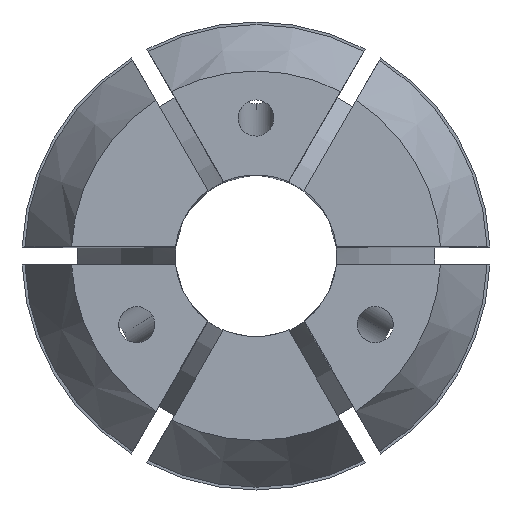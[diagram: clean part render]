
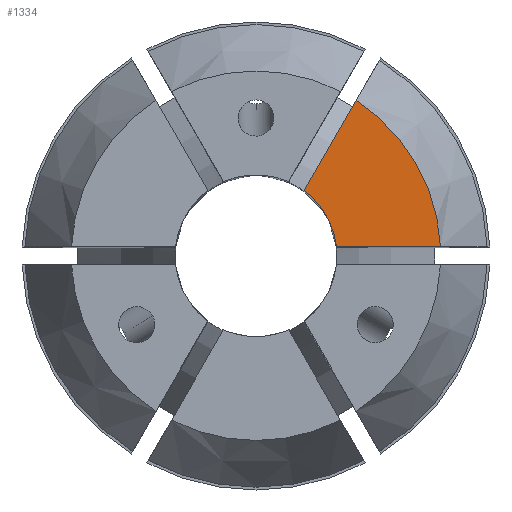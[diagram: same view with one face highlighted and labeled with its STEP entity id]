
A CAD part, top view. The second image highlights one B-rep face of the part: STEP entity #1334.
In plain terms, the highlighted planar face has unit normal (0, 0, 1).
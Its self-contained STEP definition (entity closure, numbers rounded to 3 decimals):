
#5 = DIRECTION ( 'NONE',  ( 0., 0., 1. ) ) ;
#123 = AXIS2_PLACEMENT_3D ( 'NONE', #2096, #5, #654 ) ;
#186 = EDGE_LOOP ( 'NONE', ( #3400, #1558, #524, #3001 ) ) ;
#259 = CARTESIAN_POINT ( 'NONE',  ( 0., 0.5, 34. ) ) ;
#461 = VERTEX_POINT ( 'NONE', #3517 ) ;
#524 = ORIENTED_EDGE ( 'NONE', *, *, #919, .F. ) ;
#529 = CARTESIAN_POINT ( 'NONE',  ( 5.558, 8.627, 34. ) ) ;
#625 = DIRECTION ( 'NONE',  ( 0., 0., 1. ) ) ;
#636 = DIRECTION ( 'NONE',  ( 0., 0., -1. ) ) ;
#654 = DIRECTION ( 'NONE',  ( 1., 0., 0. ) ) ;
#780 = VERTEX_POINT ( 'NONE', #529 ) ;
#919 = EDGE_CURVE ( 'NONE', #3082, #461, #2594, .T. ) ;
#943 = DIRECTION ( 'NONE',  ( -1., 0., 0. ) ) ;
#1107 = EDGE_CURVE ( 'NONE', #1167, #780, #2401, .T. ) ;
#1121 = FACE_OUTER_BOUND ( 'NONE', #186, .T. ) ;
#1167 = VERTEX_POINT ( 'NONE', #3204 ) ;
#1334 = ADVANCED_FACE ( 'NONE', ( #1121 ), #3281, .T. ) ;
#1337 = EDGE_CURVE ( 'NONE', #461, #1167, #3311, .T. ) ;
#1534 = CARTESIAN_POINT ( 'NONE',  ( 0., 10.263, 34. ) ) ;
#1558 = ORIENTED_EDGE ( 'NONE', *, *, #1337, .F. ) ;
#1670 = VECTOR ( 'NONE', #2867, 1000. ) ;
#2096 = CARTESIAN_POINT ( 'NONE',  ( 0., 0., 34. ) ) ;
#2146 = CARTESIAN_POINT ( 'NONE',  ( 10.251, 0.5, 34. ) ) ;
#2320 = DIRECTION ( 'NONE',  ( -1., 0., 0. ) ) ;
#2364 = VECTOR ( 'NONE', #2320, 1000. ) ;
#2396 = DIRECTION ( 'NONE',  ( 1., 0., 0. ) ) ;
#2401 = LINE ( 'NONE', #3170, #1670 ) ;
#2417 = CARTESIAN_POINT ( 'NONE',  ( 0., 0., 34. ) ) ;
#2594 = LINE ( 'NONE', #259, #2364 ) ;
#2805 = EDGE_CURVE ( 'NONE', #780, #3082, #3623, .T. ) ;
#2867 = DIRECTION ( 'NONE',  ( 0.5, 0.866, 0. ) ) ;
#2879 = AXIS2_PLACEMENT_3D ( 'NONE', #1534, #625, #2396 ) ;
#3001 = ORIENTED_EDGE ( 'NONE', *, *, #2805, .F. ) ;
#3082 = VERTEX_POINT ( 'NONE', #2146 ) ;
#3170 = CARTESIAN_POINT ( 'NONE',  ( 4.877, 7.447, 34. ) ) ;
#3204 = CARTESIAN_POINT ( 'NONE',  ( 2.669, 3.623, 34. ) ) ;
#3281 = PLANE ( 'NONE',  #2879 ) ;
#3311 = CIRCLE ( 'NONE', #123, 4.5 ) ;
#3400 = ORIENTED_EDGE ( 'NONE', *, *, #1107, .F. ) ;
#3517 = CARTESIAN_POINT ( 'NONE',  ( 4.472, 0.5, 34. ) ) ;
#3623 = CIRCLE ( 'NONE', #3633, 10.263 ) ;
#3633 = AXIS2_PLACEMENT_3D ( 'NONE', #2417, #636, #943 ) ;
